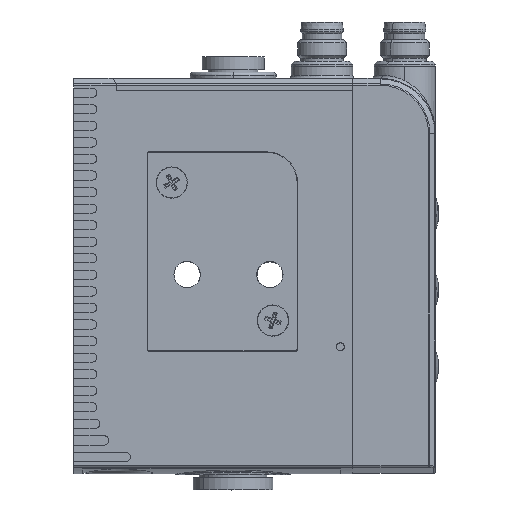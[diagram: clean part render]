
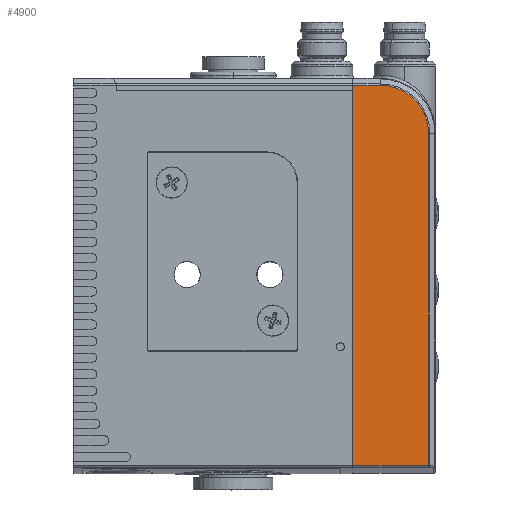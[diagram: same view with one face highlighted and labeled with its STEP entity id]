
A CAD part, top view. The second image highlights one B-rep face of the part: STEP entity #4900.
In plain terms, the highlighted planar face has unit normal (0, 0, 1).
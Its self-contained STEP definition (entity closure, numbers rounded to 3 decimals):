
#4900=ADVANCED_FACE('',(#10729),#10730,.F.);
#10729=FACE_OUTER_BOUND('',#22128,.T.);
#10730=PLANE('',#22129);
#22128=EDGE_LOOP('',(#46855,#46856,#46857,#46858,#46859));
#22129=AXIS2_PLACEMENT_3D('',#46860,#46861,#46862);
#46855=ORIENTED_EDGE('',*,*,#60305,.T.);
#46856=ORIENTED_EDGE('',*,*,#60306,.T.);
#46857=ORIENTED_EDGE('',*,*,#60307,.F.);
#46858=ORIENTED_EDGE('',*,*,#60308,.T.);
#46859=ORIENTED_EDGE('',*,*,#60309,.T.);
#46860=CARTESIAN_POINT('',(50.0,55.0,12.5));
#46861=DIRECTION('',(0.0,0.0,-1.0));
#46862=DIRECTION('',(-1.0,0.0,0.0));
#60305=EDGE_CURVE('',#70211,#70212,#70213,.T.);
#60306=EDGE_CURVE('',#70212,#70214,#70215,.T.);
#60307=EDGE_CURVE('',#70216,#70214,#70217,.T.);
#60308=EDGE_CURVE('',#70216,#70218,#70219,.T.);
#60309=EDGE_CURVE('',#70218,#70211,#70220,.T.);
#70211=VERTEX_POINT('',#85297);
#70212=VERTEX_POINT('',#85298);
#70213=CIRCLE('',#85299,7.876);
#70214=VERTEX_POINT('',#85300);
#70215=LINE('',#85301,#85302);
#70216=VERTEX_POINT('',#85303);
#70217=LINE('',#85304,#85305);
#70218=VERTEX_POINT('',#85306);
#70219=LINE('',#85307,#85308);
#70220=LINE('',#85309,#85310);
#85297=CARTESIAN_POINT('',(57.876,55.0,12.5));
#85298=CARTESIAN_POINT('',(50.0,62.876,12.5));
#85299=AXIS2_PLACEMENT_3D('',#102729,#102730,#102731);
#85300=CARTESIAN_POINT('',(45.5,62.876,12.5));
#85301=CARTESIAN_POINT('',(45.5,62.876,12.5));
#85302=VECTOR('',#102732,1000.0);
#85303=CARTESIAN_POINT('',(45.5,0.876,12.5));
#85304=CARTESIAN_POINT('',(45.5,0.625,12.5));
#85305=VECTOR('',#102733,1000.0);
#85306=CARTESIAN_POINT('',(57.876,0.876,12.5));
#85307=CARTESIAN_POINT('',(50.0,0.876,12.5));
#85308=VECTOR('',#102734,1000.0);
#85309=CARTESIAN_POINT('',(57.876,55.0,12.5));
#85310=VECTOR('',#102735,1000.0);
#102729=CARTESIAN_POINT('',(50.0,55.0,12.5));
#102730=DIRECTION('',(0.0,0.0,1.0));
#102731=DIRECTION('',(-1.0,0.0,0.0));
#102732=DIRECTION('',(-1.0,-0.0,-0.0));
#102733=DIRECTION('',(0.0,1.0,0.));
#102734=DIRECTION('',(1.0,0.0,0.0));
#102735=DIRECTION('',(0.0,1.0,0.0));
